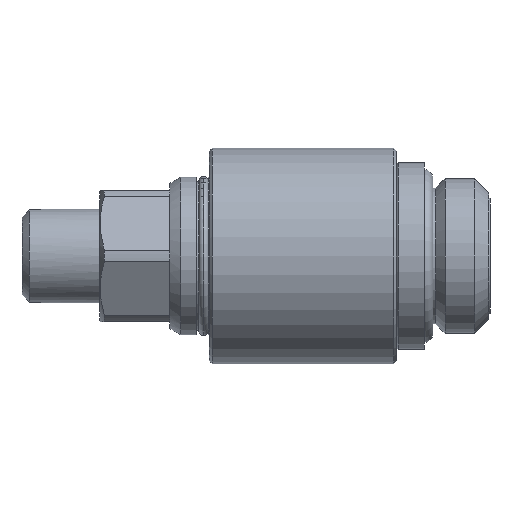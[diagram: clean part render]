
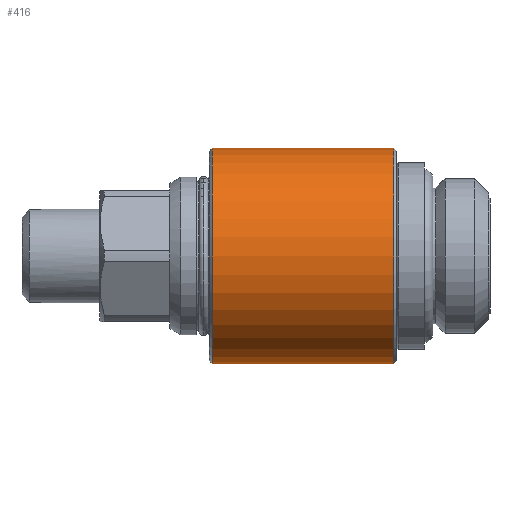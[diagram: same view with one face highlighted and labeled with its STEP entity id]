
A CAD part, left-side view. The second image highlights one B-rep face of the part: STEP entity #416.
In plain terms, the highlighted cylindrical face has radius 11.5 mm (diameter 23 mm), a partial arc.
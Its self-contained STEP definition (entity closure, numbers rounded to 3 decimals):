
#339 = VERTEX_POINT ( 'NONE', #1858 ) ;
#349 = VERTEX_POINT ( 'NONE', #1836 ) ;
#398 = VERTEX_POINT ( 'NONE', #2562 ) ;
#412 = EDGE_CURVE ( 'NONE', #339, #349, #2506, .T. ) ;
#416 = ADVANCED_FACE ( 'NONE', ( #2491 ), #2488, .T. ) ;
#417 = EDGE_LOOP ( 'NONE', ( #418, #441, #466, #467 ) ) ;
#418 = ORIENTED_EDGE ( 'NONE', *, *, #517, .F. ) ;
#441 = ORIENTED_EDGE ( 'NONE', *, *, #442, .T. ) ;
#442 = EDGE_CURVE ( 'NONE', #588, #398, #2591, .T. ) ;
#466 = ORIENTED_EDGE ( 'NONE', *, *, #520, .T. ) ;
#467 = ORIENTED_EDGE ( 'NONE', *, *, #412, .F. ) ;
#517 = EDGE_CURVE ( 'NONE', #588, #339, #2880, .T. ) ;
#520 = EDGE_CURVE ( 'NONE', #398, #349, #2876, .T. ) ;
#588 = VERTEX_POINT ( 'NONE', #2693 ) ;
#1836 = CARTESIAN_POINT ( 'NONE',  ( 0., 10.6, -11.5 ) ) ;
#1858 = CARTESIAN_POINT ( 'NONE',  ( 0., 10.6, 11.5 ) ) ;
#2484 = DIRECTION ( 'NONE',  ( 0., 0., -1. ) ) ;
#2485 = DIRECTION ( 'NONE',  ( 0., -1., 0. ) ) ;
#2486 = AXIS2_PLACEMENT_3D ( 'NONE', #2487, #2485, #2484 ) ;
#2487 = CARTESIAN_POINT ( 'NONE',  ( 0., 10.419, 0. ) ) ;
#2488 = CYLINDRICAL_SURFACE ( 'NONE', #2486, 11.5 ) ;
#2491 = FACE_OUTER_BOUND ( 'NONE', #417, .T. ) ;
#2499 = DIRECTION ( 'NONE',  ( 0., 0., -1. ) ) ;
#2500 = DIRECTION ( 'NONE',  ( 0., -1., 0. ) ) ;
#2501 = CARTESIAN_POINT ( 'NONE',  ( 0., 10.6, 0. ) ) ;
#2502 = AXIS2_PLACEMENT_3D ( 'NONE', #2501, #2500, #2499 ) ;
#2506 = CIRCLE ( 'NONE', #2502, 11.5 ) ;
#2562 = CARTESIAN_POINT ( 'NONE',  ( 0., 30., -11.5 ) ) ;
#2587 = DIRECTION ( 'NONE',  ( 0., 0., -1. ) ) ;
#2588 = DIRECTION ( 'NONE',  ( 0., -1., 0. ) ) ;
#2589 = CARTESIAN_POINT ( 'NONE',  ( 0., 30., 0. ) ) ;
#2590 = AXIS2_PLACEMENT_3D ( 'NONE', #2589, #2588, #2587 ) ;
#2591 = CIRCLE ( 'NONE', #2590, 11.5 ) ;
#2693 = CARTESIAN_POINT ( 'NONE',  ( 0., 30., 11.5 ) ) ;
#2873 = DIRECTION ( 'NONE',  ( 0., -1., 0. ) ) ;
#2874 = VECTOR ( 'NONE', #2873, 1000. ) ;
#2875 = CARTESIAN_POINT ( 'NONE',  ( 0., 10.419, -11.5 ) ) ;
#2876 = LINE ( 'NONE', #2875, #2874 ) ;
#2877 = DIRECTION ( 'NONE',  ( 0., -1., 0. ) ) ;
#2878 = VECTOR ( 'NONE', #2877, 1000. ) ;
#2879 = CARTESIAN_POINT ( 'NONE',  ( 0., 10.419, 11.5 ) ) ;
#2880 = LINE ( 'NONE', #2879, #2878 ) ;
